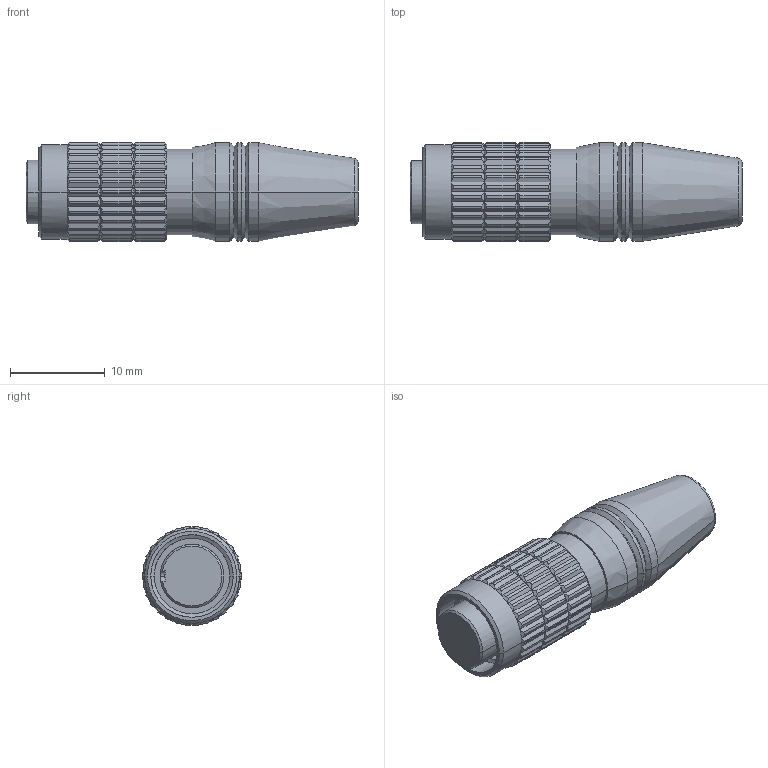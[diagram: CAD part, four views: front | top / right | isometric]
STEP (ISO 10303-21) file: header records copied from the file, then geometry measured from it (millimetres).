
FILE_DESCRIPTION(('CoCreate Modeling STEP Export'),'2;1');
FILE_NAME('HR25-7TP-8S.stp','2010-06-18T14:49:23',(''),(''),'CoCreate Modeling STEP processor for AP214 (Solid Model)','CoCreate Modeling 16.00B 02-Dec-2008 (C) Parametric Technology GmbH','');
FILE_SCHEMA(('AUTOMOTIVE_DESIGN { 1 0 10303 214 1 1 1 1 }'));
Length unit declared in the file: millimetre
Products named in the file (1): HR25-7TP-8S
Bounding box: 35 x 10.5 x 10.47 mm (x, y, z)
Volume: 2416.3 mm3; surface area: 1460.4 mm2
Topology: 1 solids, 1 shells, 519 faces, 1076 edges, 564 vertices
Faces by surface type: cone 210, plane 189, cylinder 118, torus 2
Entity records: 13801 total; most frequent: CARTESIAN_POINT 5972, ORIENTED_EDGE 2152, EDGE_CURVE 1076, DIRECTION 713, VERTEX_POINT 564, EDGE_LOOP 524, FACE_OUTER_BOUND 519, ADVANCED_FACE 519
